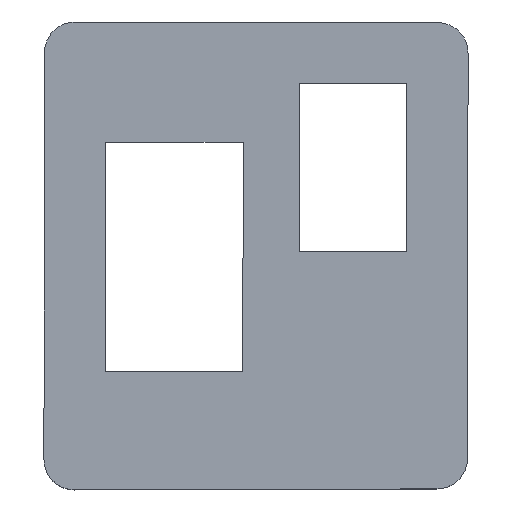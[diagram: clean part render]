
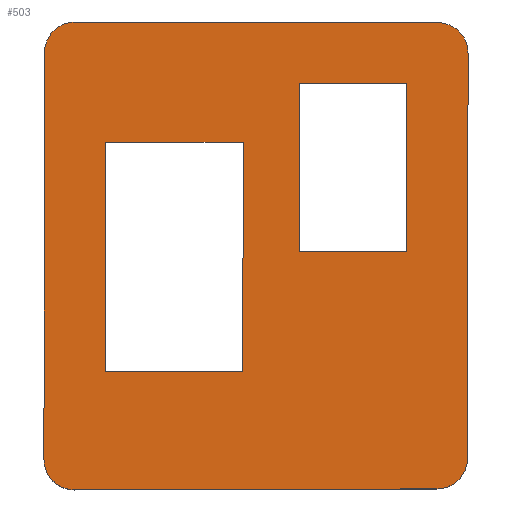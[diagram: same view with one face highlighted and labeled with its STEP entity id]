
A CAD part, top view. The second image highlights one B-rep face of the part: STEP entity #503.
In plain terms, the highlighted planar face has unit normal (0, 0, 1).
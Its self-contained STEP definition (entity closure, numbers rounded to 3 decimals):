
#28=CIRCLE('',#544,2.);
#29=CIRCLE('',#545,2.);
#30=CIRCLE('',#546,2.);
#31=CIRCLE('',#547,2.);
#44=ORIENTED_EDGE('',*,*,#188,.F.);
#45=ORIENTED_EDGE('',*,*,#189,.F.);
#46=ORIENTED_EDGE('',*,*,#190,.F.);
#47=ORIENTED_EDGE('',*,*,#191,.F.);
#48=ORIENTED_EDGE('',*,*,#192,.F.);
#49=ORIENTED_EDGE('',*,*,#193,.F.);
#50=ORIENTED_EDGE('',*,*,#194,.F.);
#51=ORIENTED_EDGE('',*,*,#195,.F.);
#52=ORIENTED_EDGE('',*,*,#196,.F.);
#53=ORIENTED_EDGE('',*,*,#197,.T.);
#54=ORIENTED_EDGE('',*,*,#198,.F.);
#55=ORIENTED_EDGE('',*,*,#199,.T.);
#56=ORIENTED_EDGE('',*,*,#200,.F.);
#57=ORIENTED_EDGE('',*,*,#201,.T.);
#58=ORIENTED_EDGE('',*,*,#202,.F.);
#59=ORIENTED_EDGE('',*,*,#203,.T.);
#188=EDGE_CURVE('',#260,#261,#308,.T.);
#189=EDGE_CURVE('',#262,#260,#309,.T.);
#190=EDGE_CURVE('',#263,#262,#310,.T.);
#191=EDGE_CURVE('',#261,#263,#311,.T.);
#192=EDGE_CURVE('',#264,#265,#312,.T.);
#193=EDGE_CURVE('',#266,#264,#313,.T.);
#194=EDGE_CURVE('',#267,#266,#314,.T.);
#195=EDGE_CURVE('',#265,#267,#315,.T.);
#196=EDGE_CURVE('',#268,#269,#316,.T.);
#197=EDGE_CURVE('',#268,#270,#28,.T.);
#198=EDGE_CURVE('',#271,#270,#317,.T.);
#199=EDGE_CURVE('',#271,#272,#29,.T.);
#200=EDGE_CURVE('',#273,#272,#318,.T.);
#201=EDGE_CURVE('',#273,#274,#30,.T.);
#202=EDGE_CURVE('',#275,#274,#319,.T.);
#203=EDGE_CURVE('',#275,#269,#31,.T.);
#260=VERTEX_POINT('',#733);
#261=VERTEX_POINT('',#734);
#262=VERTEX_POINT('',#736);
#263=VERTEX_POINT('',#738);
#264=VERTEX_POINT('',#741);
#265=VERTEX_POINT('',#742);
#266=VERTEX_POINT('',#744);
#267=VERTEX_POINT('',#746);
#268=VERTEX_POINT('',#749);
#269=VERTEX_POINT('',#750);
#270=VERTEX_POINT('',#752);
#271=VERTEX_POINT('',#754);
#272=VERTEX_POINT('',#756);
#273=VERTEX_POINT('',#758);
#274=VERTEX_POINT('',#760);
#275=VERTEX_POINT('',#762);
#308=LINE('',#732,#364);
#309=LINE('',#735,#365);
#310=LINE('',#737,#366);
#311=LINE('',#739,#367);
#312=LINE('',#740,#368);
#313=LINE('',#743,#369);
#314=LINE('',#745,#370);
#315=LINE('',#747,#371);
#316=LINE('',#748,#372);
#317=LINE('',#753,#373);
#318=LINE('',#757,#374);
#319=LINE('',#761,#375);
#364=VECTOR('',#590,1000.);
#365=VECTOR('',#591,1000.);
#366=VECTOR('',#592,1000.);
#367=VECTOR('',#593,1000.);
#368=VECTOR('',#594,1000.);
#369=VECTOR('',#595,1000.);
#370=VECTOR('',#596,1000.);
#371=VECTOR('',#597,1000.);
#372=VECTOR('',#598,1000.);
#373=VECTOR('',#601,1000.);
#374=VECTOR('',#604,1000.);
#375=VECTOR('',#607,1000.);
#420=EDGE_LOOP('',(#44,#45,#46,#47));
#421=EDGE_LOOP('',(#48,#49,#50,#51));
#422=EDGE_LOOP('',(#52,#53,#54,#55,#56,#57,#58,#59));
#452=FACE_BOUND('',#420,.T.);
#453=FACE_BOUND('',#421,.T.);
#454=FACE_BOUND('',#422,.T.);
#484=PLANE('',#543);
#503=ADVANCED_FACE('',(#452,#453,#454),#484,.T.);
#543=AXIS2_PLACEMENT_3D('',#731,#588,#589);
#544=AXIS2_PLACEMENT_3D('',#751,#599,#600);
#545=AXIS2_PLACEMENT_3D('',#755,#602,#603);
#546=AXIS2_PLACEMENT_3D('',#759,#605,#606);
#547=AXIS2_PLACEMENT_3D('',#763,#608,#609);
#588=DIRECTION('',(0.,0.,1.));
#589=DIRECTION('',(1.,0.,0.));
#590=DIRECTION('',(-0.001,-1.,0.));
#591=DIRECTION('',(-1.,0.001,0.));
#592=DIRECTION('',(0.001,1.,0.));
#593=DIRECTION('',(1.,-0.001,0.));
#594=DIRECTION('',(-0.001,-1.,0.));
#595=DIRECTION('',(-1.,0.001,0.));
#596=DIRECTION('',(0.001,1.,0.));
#597=DIRECTION('',(1.,-0.001,0.));
#598=DIRECTION('',(-1.,-0.003,0.));
#599=DIRECTION('',(0.,0.,1.));
#600=DIRECTION('',(1.,0.,0.));
#601=DIRECTION('',(-0.001,-1.,0.));
#602=DIRECTION('',(0.,0.,1.));
#603=DIRECTION('',(1.,0.,0.));
#604=DIRECTION('',(1.,-0.001,0.));
#605=DIRECTION('',(0.,0.,1.));
#606=DIRECTION('',(1.,0.,0.));
#607=DIRECTION('',(0.001,1.,0.));
#608=DIRECTION('',(0.,0.,1.));
#609=DIRECTION('',(1.,0.,0.));
#731=CARTESIAN_POINT('',(0.,0.,0.));
#732=CARTESIAN_POINT('',(-9.881,-7.568,0.));
#733=CARTESIAN_POINT('',(-9.859,7.432,0.));
#734=CARTESIAN_POINT('',(-9.881,-7.568,0.));
#735=CARTESIAN_POINT('',(-0.859,7.419,0.));
#736=CARTESIAN_POINT('',(-0.859,7.419,0.));
#737=CARTESIAN_POINT('',(-0.881,-7.581,0.));
#738=CARTESIAN_POINT('',(-0.881,-7.581,0.));
#739=CARTESIAN_POINT('',(-9.881,-7.568,0.));
#740=CARTESIAN_POINT('',(2.847,11.263,0.));
#741=CARTESIAN_POINT('',(2.847,11.263,0.));
#742=CARTESIAN_POINT('',(2.831,0.263,0.));
#743=CARTESIAN_POINT('',(9.847,11.253,0.));
#744=CARTESIAN_POINT('',(9.847,11.253,0.));
#745=CARTESIAN_POINT('',(9.831,0.253,0.));
#746=CARTESIAN_POINT('',(9.831,0.253,0.));
#747=CARTESIAN_POINT('',(2.831,0.263,0.));
#748=CARTESIAN_POINT('',(13.808,-15.245,0.));
#749=CARTESIAN_POINT('',(11.816,-15.25,0.));
#750=CARTESIAN_POINT('',(-11.884,-15.315,0.));
#751=CARTESIAN_POINT('',(11.811,-13.25,0.));
#752=CARTESIAN_POINT('',(13.811,-13.253,0.));
#753=CARTESIAN_POINT('',(13.853,15.247,0.));
#754=CARTESIAN_POINT('',(13.85,13.247,0.));
#755=CARTESIAN_POINT('',(11.85,13.25,0.));
#756=CARTESIAN_POINT('',(11.853,15.25,0.));
#757=CARTESIAN_POINT('',(-13.847,15.288,0.));
#758=CARTESIAN_POINT('',(-11.847,15.285,0.));
#759=CARTESIAN_POINT('',(-11.85,13.285,0.));
#760=CARTESIAN_POINT('',(-13.85,13.288,0.));
#761=CARTESIAN_POINT('',(-13.892,-15.321,0.));
#762=CARTESIAN_POINT('',(-13.889,-13.312,0.));
#763=CARTESIAN_POINT('',(-11.889,-13.315,0.));
